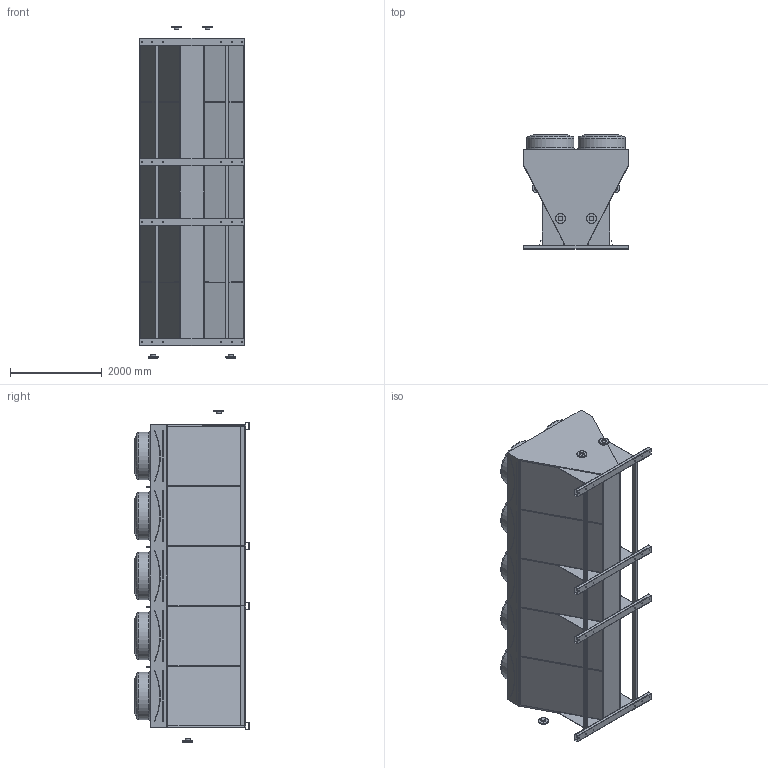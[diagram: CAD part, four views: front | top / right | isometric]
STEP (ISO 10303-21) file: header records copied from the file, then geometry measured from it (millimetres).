
FILE_DESCRIPTION (( 'STEP AP203' ), '1' );
FILE_NAME ('VDDY5M_5R48N.STEP', '2018-10-08T14:36:09', ( 'Alfa Laval' ), ( 'Alfa Laval' ), 'SwSTEP 2.0', 'SolidWorks 2016', '' );
FILE_SCHEMA (( 'CONFIG_CONTROL_DESIGN' ));
Length unit declared in the file: millimetre
Products named in the file (3): VDDY5M_5R48N; V-TYPE2_LIGHT_BODY_5MOD-OS; V-TYPE2_LIGHT_VDDY_FLANGE_OS_5MOD_5R_5P
Assembly tree (2 placements, depth 2):
  VDDY5M_5R48N
    V-TYPE2_LIGHT_BODY_5MOD-OS
    V-TYPE2_LIGHT_VDDY_FLANGE_OS_5MOD_5R_5P
Bounding box: 2280.43 x 2494.62 x 7250 mm (x, y, z)
Volume: 23530908757.8 mm3; surface area: 83124659.9 mm2
Topology: 11 solids, 11 shells, 1190 faces, 2854 edges, 1804 vertices
Faces by surface type: cylinder 520, plane 422, torus 158, sphere 80, cone 10
Full cylindrical faces by diameter (mm): 1 x40, 20 x48, 40 x8, 100 x10, 108 x8, 220 x4, 1032 x10
Entity records: 33847 total; most frequent: DIRECTION 6422, CARTESIAN_POINT 5529, ORIENTED_EDGE 5148, AXIS2_PLACEMENT_3D 2653, EDGE_CURVE 2574, VERTEX_POINT 1760, EDGE_LOOP 1688, CIRCLE 1458
